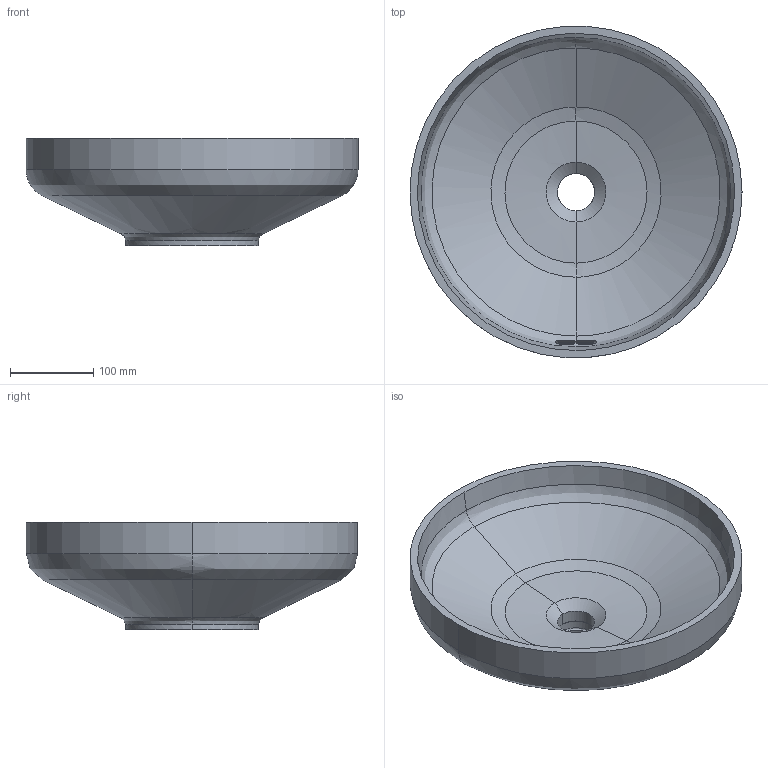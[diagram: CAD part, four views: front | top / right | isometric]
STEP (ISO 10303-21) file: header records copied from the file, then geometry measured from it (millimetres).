
FILE_DESCRIPTION(/* description */ (''),/* implementation_level */ '2;1');
FILE_NAME(/* name */ 'STEP - VESS400ROF_1862171',/* time_stamp */ '2024-08-30T10:04:36+10:00',/* author */ (''),/* organization */ (''),/* preprocessor_version */ 'ST-DEVELOPER v16.5',/* originating_system */ 'Rhino 7.37',/* authorisation */ '');
FILE_SCHEMA (('CONFIG_CONTROL_DESIGN'));
Length unit declared in the file: millimetre
Products named in the file (1): Document
Bounding box: 400 x 399.12 x 130 mm (x, y, z)
Volume: 4298306.3 mm3; surface area: 416985.4 mm2
Topology: 1 solids, 1 shells, 112 faces, 268 edges, 158 vertices
Faces by surface type: bspline 63, cylinder 33, plane 16
Entity records: 6248 total; most frequent: CARTESIAN_POINT 4568, ORIENTED_EDGE 536, EDGE_CURVE 268, VERTEX_POINT 158, B_SPLINE_CURVE_WITH_KNOTS 135, EDGE_LOOP 116, ADVANCED_FACE 112, FACE_OUTER_BOUND 112
